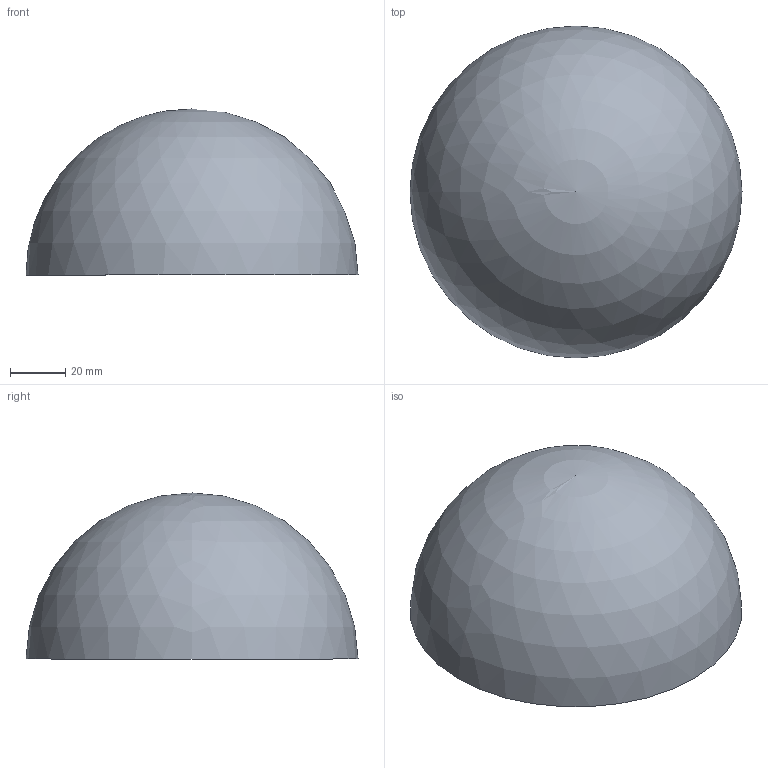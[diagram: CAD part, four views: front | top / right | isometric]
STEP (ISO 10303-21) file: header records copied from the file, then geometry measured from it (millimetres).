
FILE_DESCRIPTION (( 'STEP AP203' ), '1' );
FILE_NAME ('620120.step', '2020-07-15T11:52:05', ( '' ), ( '' ), 'SwSTEP 2.0', 'SolidWorks 2018', '' );
FILE_SCHEMA (( 'CONFIG_CONTROL_DESIGN' ));
Length unit declared in the file: millimetre
Products named in the file (1): 620120
Bounding box: 120 x 120 x 60 mm (x, y, z)
Volume: 43747.6 mm3; surface area: 44501.3 mm2
Topology: 1 solids, 1 shells, 185 faces, 494 edges, 330 vertices
Faces by surface type: bspline 87, plane 76, sphere 22
Entity records: 9584 total; most frequent: CARTESIAN_POINT 5350, ORIENTED_EDGE 980, DIRECTION 668, EDGE_CURVE 490, VERTEX_POINT 328, AXIS2_PLACEMENT_3D 253, EDGE_LOOP 206, ADVANCED_FACE 185
